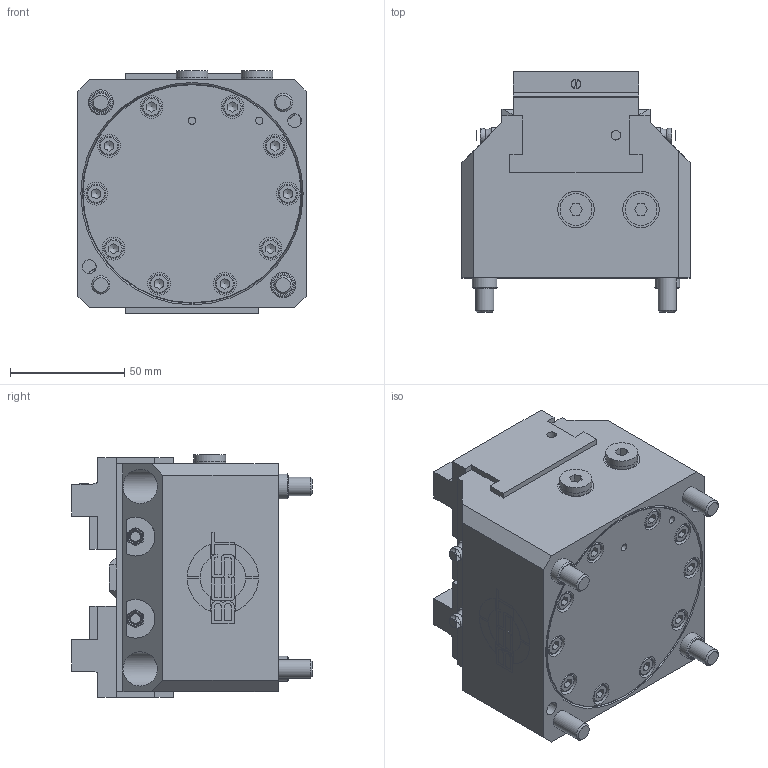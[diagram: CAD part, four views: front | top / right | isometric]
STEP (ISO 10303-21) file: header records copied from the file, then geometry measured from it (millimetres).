
FILE_DESCRIPTION(/* description */ ('Hydr. Zentrierspanner BSH-100 mit Klickbacke'),/* implementation_level */ '2;1');
FILE_NAME(/* name */ '101-0100-003 Kunde (verstellbar).stp',/* time_stamp */ '2023-01-20T08:58:59+01:00',/* author */ ('Chiacchiera'),/* organization */ (''),/* preprocessor_version */ 'ST-DEVELOPER v19.2',/* originating_system */ 'Autodesk Inventor 2023',/* authorisation */ '');
FILE_SCHEMA (('AUTOMOTIVE_DESIGN { 1 0 10303 214 3 1 1 }'));
Length unit declared in the file: millimetre
Products named in the file (3): 101-0100-003 Kunde (verstellbar); 101-0100-003 Basis (verstellbar); 101-0100-003 Backe (verstellbar)
Assembly tree (3 placements, depth 2):
  101-0100-003 Kunde (verstellbar)
    101-0100-003 Basis (verstellbar)
    101-0100-003 Backe (verstellbar)  x2
Bounding box: 100 x 105.5 x 106.5 mm (x, y, z)
Volume: 698023.5 mm3; surface area: 95210 mm2
Topology: 3 solids, 4 shells, 774 faces, 1948 edges, 1248 vertices
Faces by surface type: plane 507, cylinder 140, cone 98, torus 24, sphere 5
Full cylindrical faces by diameter (mm): 2 x2, 2.459 x4, 3.242 x2, 4 x1, 4.134 x3, 6 x3, 8 x6, 8.5 x10, 10 x10, 13 x4, 14 x4, 15 x4, 16 x2, 96 x1
Entity records: 21909 total; most frequent: CARTESIAN_POINT 4152, ORIENTED_EDGE 3552, DIRECTION 3459, EDGE_CURVE 1776, AXIS2_PLACEMENT_3D 1181, VERTEX_POINT 1154, LINE 1097, VECTOR 1097
